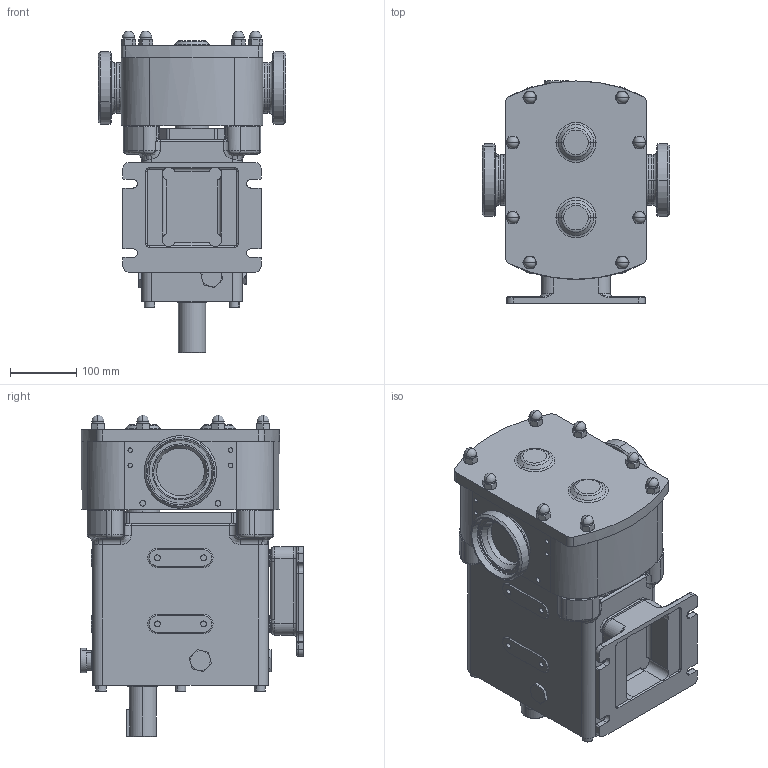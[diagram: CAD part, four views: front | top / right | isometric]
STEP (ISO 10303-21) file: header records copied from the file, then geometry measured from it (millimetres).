
FILE_DESCRIPTION (( 'STEP AP214' ), '1' );
FILE_NAME ('GA3758.STEP', '2024-11-06T20:53:30', ( '' ), ( '' ), 'SwSTEP 2.0', 'SolidWorks 2023', '' );
FILE_SCHEMA (( 'AUTOMOTIVE_DESIGN' ));
Length unit declared in the file: millimetre
Products named in the file (3): Copy of Z94-5031-55 - 3 INCH DIN11851^GA3758; GA3758; Copy of R1300 CPP H TSD^GA3758
Assembly tree (3 placements, depth 2):
  GA3758
    Copy of R1300 CPP H TSD^GA3758
    Copy of Z94-5031-55 - 3 INCH DIN11851^GA3758  x2
Bounding box: 284 x 337 x 487 mm (x, y, z)
Volume: 18765870 mm3; surface area: 732434.5 mm2
Topology: 3 solids, 7 shells, 960 faces, 2273 edges, 1347 vertices
Faces by surface type: plane 303, cylinder 296, cone 175, torus 96, bspline 66, sphere 24
Entity records: 30270 total; most frequent: CARTESIAN_POINT 9170, DIRECTION 4570, ORIENTED_EDGE 4314, EDGE_CURVE 2157, AXIS2_PLACEMENT_3D 1867, VERTEX_POINT 1299, EDGE_LOOP 1008, CIRCLE 994
